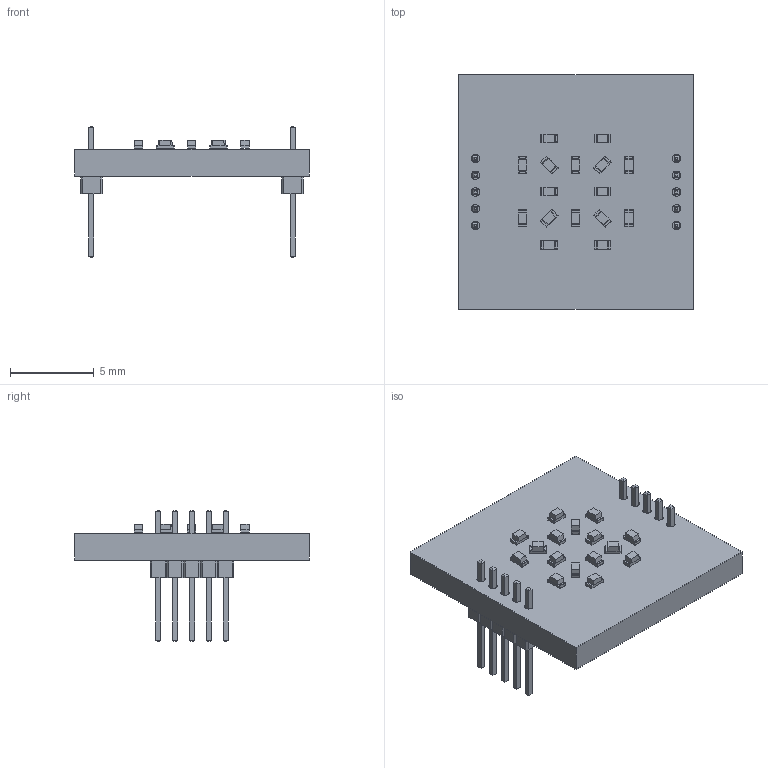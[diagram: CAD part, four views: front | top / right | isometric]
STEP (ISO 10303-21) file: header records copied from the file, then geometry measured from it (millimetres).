
FILE_DESCRIPTION(('KiCad electronic assembly'),'2;1');
FILE_NAME('ufc_v4_comm.step','2020-11-25T15:17:58',('An Author'),( 'A Company'),'Open CASCADE STEP processor 6.9', 'KiCad to STEP converter','Unknown');
FILE_SCHEMA(('AUTOMOTIVE_DESIGN { 1 0 10303 214 1 1 1 1 }'));
Length unit declared in the file: millimetre
Products named in the file (6): Open CASCADE STEP translator 6.9 1; LED_0402_1005Metric; SOLID; PinHeader_1x05_P1.00mm_Vertical; COMPOUND
Assembly tree (21 placements, depth 3):
  Open CASCADE STEP translator 6.9 1
    LED_0402_1005Metric  x16
      SOLID
    PinHeader_1x05_P1.00mm_Vertical  x2
      SOLID
    COMPOUND
Bounding box: 14 x 14 x 7.8 mm (x, y, z)
Volume: 332.1 mm3; surface area: 670.5 mm2
Topology: 19 solids, 19 shells, 1064 faces, 2762 edges, 1772 vertices
Faces by surface type: plane 926, cylinder 138
Full cylindrical faces by diameter (mm): 0.5 x10
Entity records: 13201 total; most frequent: CARTESIAN_POINT 2091, DIRECTION 1845, LINE 1341, VECTOR 1341, ORIENTED_EDGE 942, PCURVE 942, DEFINITIONAL_REPRESENTATION 942, EDGE_CURVE 471
